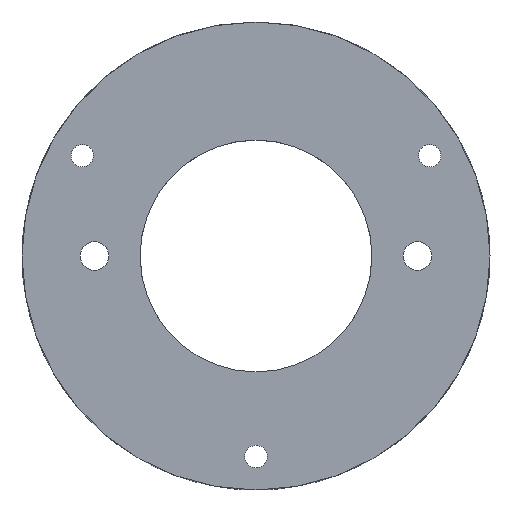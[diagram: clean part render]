
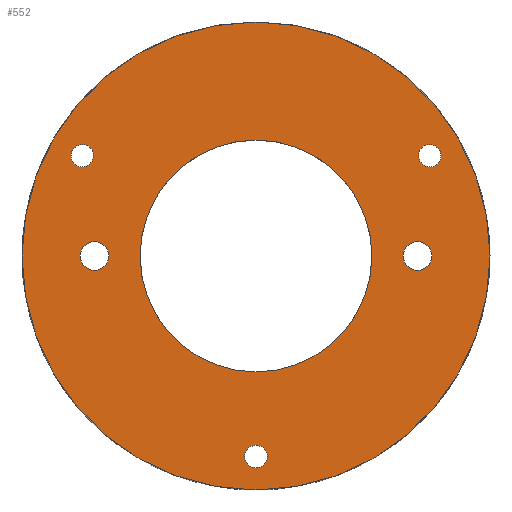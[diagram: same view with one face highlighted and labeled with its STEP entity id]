
A CAD part, front view. The second image highlights one B-rep face of the part: STEP entity #552.
In plain terms, the highlighted planar face has unit normal (0, -1, 0).
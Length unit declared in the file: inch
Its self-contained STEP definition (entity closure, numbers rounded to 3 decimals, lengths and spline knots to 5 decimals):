
#15 = DIRECTION ( 'NONE',  ( 0., 0., 1. ) ) ;
#20 = CARTESIAN_POINT ( 'NONE',  ( 0.906, 0., -0.08 ) ) ;
#21 = VERTEX_POINT ( 'NONE', #627 ) ;
#24 = DIRECTION ( 'NONE',  ( 0., 1., 0. ) ) ;
#27 = CARTESIAN_POINT ( 'NONE',  ( -0.97428, 0., 0.5625 ) ) ;
#38 = EDGE_CURVE ( 'NONE', #850, #21, #405, .T. ) ;
#44 = CARTESIAN_POINT ( 'NONE',  ( 0., 0., -1.062 ) ) ;
#52 = AXIS2_PLACEMENT_3D ( 'NONE', #950, #946, #860 ) ;
#84 = CARTESIAN_POINT ( 'NONE',  ( 0., 0., 0. ) ) ;
#92 = EDGE_LOOP ( 'NONE', ( #253, #809 ) ) ;
#105 = VERTEX_POINT ( 'NONE', #246 ) ;
#113 = ORIENTED_EDGE ( 'NONE', *, *, #803, .T. ) ;
#123 = CIRCLE ( 'NONE', #865, 0.063 ) ;
#129 = AXIS2_PLACEMENT_3D ( 'NONE', #907, #1180, #1171 ) ;
#131 = CARTESIAN_POINT ( 'NONE',  ( 0.97428, 0., 0.6255 ) ) ;
#146 = ORIENTED_EDGE ( 'NONE', *, *, #38, .T. ) ;
#152 = PLANE ( 'NONE',  #1155 ) ;
#155 = DIRECTION ( 'NONE',  ( 0., 1., 0. ) ) ;
#164 = EDGE_CURVE ( 'NONE', #861, #846, #1042, .T. ) ;
#186 = DIRECTION ( 'NONE',  ( 0., 0., 1. ) ) ;
#190 = DIRECTION ( 'NONE',  ( 0., 1., 0. ) ) ;
#194 = AXIS2_PLACEMENT_3D ( 'NONE', #289, #190, #186 ) ;
#200 = AXIS2_PLACEMENT_3D ( 'NONE', #808, #814, #826 ) ;
#219 = CARTESIAN_POINT ( 'NONE',  ( -0.97428, 0., 0.4995 ) ) ;
#246 = CARTESIAN_POINT ( 'NONE',  ( 0., 0., 1.3125 ) ) ;
#247 = VERTEX_POINT ( 'NONE', #44 ) ;
#253 = ORIENTED_EDGE ( 'NONE', *, *, #971, .F. ) ;
#273 = VERTEX_POINT ( 'NONE', #384 ) ;
#274 = DIRECTION ( 'NONE',  ( 0., 0., 1. ) ) ;
#278 = EDGE_LOOP ( 'NONE', ( #680, #887 ) ) ;
#281 = CIRCLE ( 'NONE', #314, 0.65 ) ;
#289 = CARTESIAN_POINT ( 'NONE',  ( -0.97428, 0., 0.5625 ) ) ;
#302 = VERTEX_POINT ( 'NONE', #131 ) ;
#314 = AXIS2_PLACEMENT_3D ( 'NONE', #1067, #652, #1172 ) ;
#324 = EDGE_CURVE ( 'NONE', #105, #635, #1165, .T. ) ;
#346 = EDGE_CURVE ( 'NONE', #419, #454, #281, .T. ) ;
#358 = DIRECTION ( 'NONE',  ( 0., 0., 1. ) ) ;
#362 = ORIENTED_EDGE ( 'NONE', *, *, #993, .T. ) ;
#366 = DIRECTION ( 'NONE',  ( 0., 1., 0. ) ) ;
#368 = DIRECTION ( 'NONE',  ( 0., 1., 0. ) ) ;
#371 = CARTESIAN_POINT ( 'NONE',  ( 0.97428, 0., 0.5625 ) ) ;
#375 = CARTESIAN_POINT ( 'NONE',  ( 0., 0., -0.65 ) ) ;
#378 = CIRCLE ( 'NONE', #1109, 0.063 ) ;
#379 = CARTESIAN_POINT ( 'NONE',  ( -0.906, 0., 0. ) ) ;
#380 = VERTEX_POINT ( 'NONE', #1009 ) ;
#384 = CARTESIAN_POINT ( 'NONE',  ( 0.97428, 0., 0.4995 ) ) ;
#392 = AXIS2_PLACEMENT_3D ( 'NONE', #371, #366, #274 ) ;
#396 = DIRECTION ( 'NONE',  ( 0., 0., 1. ) ) ;
#405 = CIRCLE ( 'NONE', #517, 0.08 ) ;
#406 = DIRECTION ( 'NONE',  ( 0., 1., 0. ) ) ;
#413 = CARTESIAN_POINT ( 'NONE',  ( 0., 0., 0. ) ) ;
#419 = VERTEX_POINT ( 'NONE', #1096 ) ;
#433 = DIRECTION ( 'NONE',  ( 0., 0., 1. ) ) ;
#437 = EDGE_CURVE ( 'NONE', #380, #247, #683, .T. ) ;
#445 = DIRECTION ( 'NONE',  ( 0., 1., 0. ) ) ;
#451 = CARTESIAN_POINT ( 'NONE',  ( 0., 0., -1.125 ) ) ;
#453 = CARTESIAN_POINT ( 'NONE',  ( 0.906, 0., 0. ) ) ;
#454 = VERTEX_POINT ( 'NONE', #375 ) ;
#483 = FACE_OUTER_BOUND ( 'NONE', #92, .T. ) ;
#506 = DIRECTION ( 'NONE',  ( 0., 0., 1. ) ) ;
#509 = DIRECTION ( 'NONE',  ( 0., 0., 1. ) ) ;
#517 = AXIS2_PLACEMENT_3D ( 'NONE', #379, #368, #358 ) ;
#518 = AXIS2_PLACEMENT_3D ( 'NONE', #451, #445, #433 ) ;
#521 = DIRECTION ( 'NONE',  ( 0., 1., 0. ) ) ;
#527 = CARTESIAN_POINT ( 'NONE',  ( 0.97428, 0., 0.5625 ) ) ;
#552 = ADVANCED_FACE ( 'NONE', ( #605, #562, #834, #868, #764, #483, #1061 ), #152, .F. ) ;
#562 = FACE_BOUND ( 'NONE', #659, .T. ) ;
#582 = CIRCLE ( 'NONE', #1059, 0.08 ) ;
#605 = FACE_BOUND ( 'NONE', #914, .T. ) ;
#627 = CARTESIAN_POINT ( 'NONE',  ( -0.906, 0., 0.08 ) ) ;
#635 = VERTEX_POINT ( 'NONE', #658 ) ;
#637 = EDGE_CURVE ( 'NONE', #273, #302, #1051, .T. ) ;
#648 = CIRCLE ( 'NONE', #194, 0.063 ) ;
#652 = DIRECTION ( 'NONE',  ( 0., 1., 0. ) ) ;
#658 = CARTESIAN_POINT ( 'NONE',  ( 0., 0., -1.3125 ) ) ;
#659 = EDGE_LOOP ( 'NONE', ( #818, #146 ) ) ;
#664 = VERTEX_POINT ( 'NONE', #219 ) ;
#666 = CARTESIAN_POINT ( 'NONE',  ( 0., 0., -1.125 ) ) ;
#680 = ORIENTED_EDGE ( 'NONE', *, *, #1153, .T. ) ;
#683 = CIRCLE ( 'NONE', #518, 0.063 ) ;
#686 = CIRCLE ( 'NONE', #392, 0.063 ) ;
#691 = CARTESIAN_POINT ( 'NONE',  ( -0.906, 0., -0.08 ) ) ;
#698 = EDGE_CURVE ( 'NONE', #247, #380, #123, .T. ) ;
#723 = ORIENTED_EDGE ( 'NONE', *, *, #698, .T. ) ;
#725 = AXIS2_PLACEMENT_3D ( 'NONE', #413, #406, #396 ) ;
#754 = CARTESIAN_POINT ( 'NONE',  ( -0.97428, 0., 0.6255 ) ) ;
#760 = CARTESIAN_POINT ( 'NONE',  ( 0.906, 0., 0.08 ) ) ;
#764 = FACE_BOUND ( 'NONE', #890, .T. ) ;
#766 = EDGE_LOOP ( 'NONE', ( #918, #113 ) ) ;
#778 = AXIS2_PLACEMENT_3D ( 'NONE', #453, #155, #1169 ) ;
#789 = CIRCLE ( 'NONE', #778, 0.08 ) ;
#800 = AXIS2_PLACEMENT_3D ( 'NONE', #527, #521, #509 ) ;
#803 = EDGE_CURVE ( 'NONE', #664, #830, #648, .T. ) ;
#808 = CARTESIAN_POINT ( 'NONE',  ( 0.906, 0., 0. ) ) ;
#809 = ORIENTED_EDGE ( 'NONE', *, *, #324, .F. ) ;
#814 = DIRECTION ( 'NONE',  ( 0., 1., 0. ) ) ;
#818 = ORIENTED_EDGE ( 'NONE', *, *, #1098, .T. ) ;
#826 = DIRECTION ( 'NONE',  ( 0., 0., 1. ) ) ;
#830 = VERTEX_POINT ( 'NONE', #754 ) ;
#834 = FACE_BOUND ( 'NONE', #766, .T. ) ;
#846 = VERTEX_POINT ( 'NONE', #20 ) ;
#847 = CIRCLE ( 'NONE', #725, 1.3125 ) ;
#850 = VERTEX_POINT ( 'NONE', #691 ) ;
#860 = DIRECTION ( 'NONE',  ( 0., 0., 1. ) ) ;
#861 = VERTEX_POINT ( 'NONE', #760 ) ;
#865 = AXIS2_PLACEMENT_3D ( 'NONE', #666, #965, #506 ) ;
#868 = FACE_BOUND ( 'NONE', #954, .T. ) ;
#876 = EDGE_CURVE ( 'NONE', #302, #273, #686, .T. ) ;
#887 = ORIENTED_EDGE ( 'NONE', *, *, #346, .T. ) ;
#890 = EDGE_LOOP ( 'NONE', ( #723, #1055 ) ) ;
#897 = DIRECTION ( 'NONE',  ( 0., 0., 1. ) ) ;
#900 = DIRECTION ( 'NONE',  ( 0., 1., 0. ) ) ;
#907 = CARTESIAN_POINT ( 'NONE',  ( 0., 0., 0. ) ) ;
#914 = EDGE_LOOP ( 'NONE', ( #932, #362 ) ) ;
#918 = ORIENTED_EDGE ( 'NONE', *, *, #1131, .T. ) ;
#932 = ORIENTED_EDGE ( 'NONE', *, *, #164, .T. ) ;
#946 = DIRECTION ( 'NONE',  ( 0., 1., 0. ) ) ;
#950 = CARTESIAN_POINT ( 'NONE',  ( 0., 0., 0. ) ) ;
#954 = EDGE_LOOP ( 'NONE', ( #1065, #1087 ) ) ;
#965 = DIRECTION ( 'NONE',  ( 0., 1., 0. ) ) ;
#971 = EDGE_CURVE ( 'NONE', #635, #105, #847, .T. ) ;
#993 = EDGE_CURVE ( 'NONE', #846, #861, #789, .T. ) ;
#1009 = CARTESIAN_POINT ( 'NONE',  ( 0., 0., -1.188 ) ) ;
#1020 = DIRECTION ( 'NONE',  ( 0., 0., 1. ) ) ;
#1036 = DIRECTION ( 'NONE',  ( 0., 1., 0. ) ) ;
#1040 = CARTESIAN_POINT ( 'NONE',  ( -0.906, 0., 0. ) ) ;
#1042 = CIRCLE ( 'NONE', #200, 0.08 ) ;
#1051 = CIRCLE ( 'NONE', #800, 0.063 ) ;
#1055 = ORIENTED_EDGE ( 'NONE', *, *, #437, .T. ) ;
#1059 = AXIS2_PLACEMENT_3D ( 'NONE', #1040, #1036, #1020 ) ;
#1061 = FACE_BOUND ( 'NONE', #278, .T. ) ;
#1065 = ORIENTED_EDGE ( 'NONE', *, *, #876, .T. ) ;
#1067 = CARTESIAN_POINT ( 'NONE',  ( 0., 0., 0. ) ) ;
#1087 = ORIENTED_EDGE ( 'NONE', *, *, #637, .T. ) ;
#1096 = CARTESIAN_POINT ( 'NONE',  ( 0., 0., 0.65 ) ) ;
#1098 = EDGE_CURVE ( 'NONE', #21, #850, #582, .T. ) ;
#1109 = AXIS2_PLACEMENT_3D ( 'NONE', #27, #24, #15 ) ;
#1130 = CIRCLE ( 'NONE', #52, 0.65 ) ;
#1131 = EDGE_CURVE ( 'NONE', #830, #664, #378, .T. ) ;
#1153 = EDGE_CURVE ( 'NONE', #454, #419, #1130, .T. ) ;
#1155 = AXIS2_PLACEMENT_3D ( 'NONE', #84, #900, #897 ) ;
#1165 = CIRCLE ( 'NONE', #129, 1.3125 ) ;
#1169 = DIRECTION ( 'NONE',  ( 0., 0., 1. ) ) ;
#1171 = DIRECTION ( 'NONE',  ( 0., 0., 1. ) ) ;
#1172 = DIRECTION ( 'NONE',  ( 0., 0., 1. ) ) ;
#1180 = DIRECTION ( 'NONE',  ( 0., 1., 0. ) ) ;
